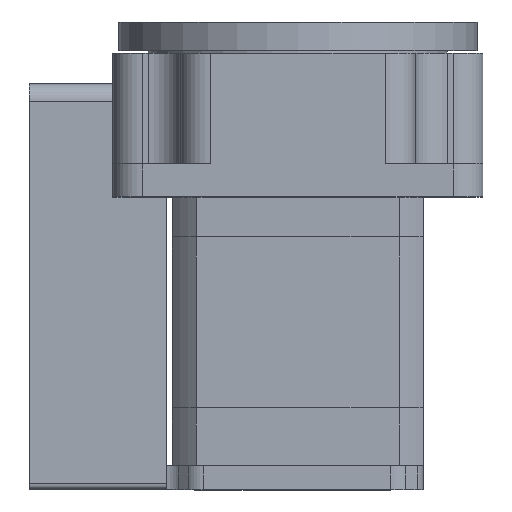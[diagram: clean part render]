
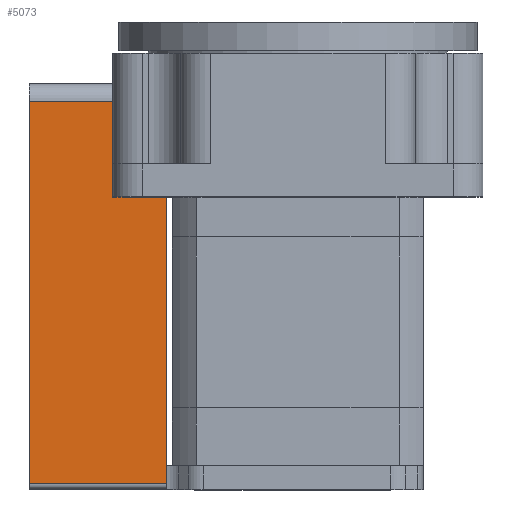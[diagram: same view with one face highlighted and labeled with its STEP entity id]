
A CAD part, top view. The second image highlights one B-rep face of the part: STEP entity #5073.
In plain terms, the highlighted face is planar.
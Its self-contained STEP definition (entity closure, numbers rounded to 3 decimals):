
#76 = ORIENTED_EDGE ( 'NONE', *, *, #4054, .T. ) ;
#771 = VECTOR ( 'NONE', #5983, 1000. ) ;
#780 = CARTESIAN_POINT ( 'NONE',  ( 45., 18.77, 79.277 ) ) ;
#1367 = PLANE ( 'NONE',  #3256 ) ;
#1535 = CARTESIAN_POINT ( 'NONE',  ( 22., 18.77, 14. ) ) ;
#2064 = VERTEX_POINT ( 'NONE', #6966 ) ;
#2185 = CARTESIAN_POINT ( 'NONE',  ( 22., 18.77, 79.277 ) ) ;
#2369 = EDGE_CURVE ( 'NONE', #5119, #10278, #6498, .T. ) ;
#2615 = VECTOR ( 'NONE', #10115, 1000. ) ;
#2695 = CARTESIAN_POINT ( 'NONE',  ( 22., 18.77, 79.277 ) ) ;
#2928 = DIRECTION ( 'NONE',  ( 0., 0., -1. ) ) ;
#3001 = EDGE_CURVE ( 'NONE', #2064, #5045, #7481, .T. ) ;
#3256 = AXIS2_PLACEMENT_3D ( 'NONE', #2185, #9234, #4853 ) ;
#3637 = ORIENTED_EDGE ( 'NONE', *, *, #3001, .T. ) ;
#4054 = EDGE_CURVE ( 'NONE', #10278, #2064, #6190, .T. ) ;
#4085 = CARTESIAN_POINT ( 'NONE',  ( 22., 18.77, -50. ) ) ;
#4425 = LINE ( 'NONE', #2695, #4594 ) ;
#4594 = VECTOR ( 'NONE', #2928, 1000. ) ;
#4853 = DIRECTION ( 'NONE',  ( -1., 0., 0. ) ) ;
#4915 = EDGE_LOOP ( 'NONE', ( #10044, #7411, #76, #3637 ) ) ;
#5045 = VERTEX_POINT ( 'NONE', #4085 ) ;
#5073 = ADVANCED_FACE ( 'NONE', ( #8263 ), #1367, .T. ) ;
#5119 = VERTEX_POINT ( 'NONE', #1535 ) ;
#5753 = CARTESIAN_POINT ( 'NONE',  ( 22., 18.77, -50. ) ) ;
#5983 = DIRECTION ( 'NONE',  ( -1., 0., 0. ) ) ;
#6180 = VECTOR ( 'NONE', #6872, 1000. ) ;
#6190 = LINE ( 'NONE', #780, #6180 ) ;
#6498 = LINE ( 'NONE', #10002, #2615 ) ;
#6828 = CARTESIAN_POINT ( 'NONE',  ( 45., 18.77, 14. ) ) ;
#6842 = EDGE_CURVE ( 'NONE', #5119, #5045, #4425, .T. ) ;
#6872 = DIRECTION ( 'NONE',  ( 0., 0., -1. ) ) ;
#6966 = CARTESIAN_POINT ( 'NONE',  ( 45., 18.77, -50. ) ) ;
#7411 = ORIENTED_EDGE ( 'NONE', *, *, #2369, .T. ) ;
#7481 = LINE ( 'NONE', #5753, #771 ) ;
#8263 = FACE_OUTER_BOUND ( 'NONE', #4915, .T. ) ;
#9234 = DIRECTION ( 'NONE',  ( 0., 1., 0. ) ) ;
#10002 = CARTESIAN_POINT ( 'NONE',  ( 22., 18.77, 14. ) ) ;
#10044 = ORIENTED_EDGE ( 'NONE', *, *, #6842, .F. ) ;
#10115 = DIRECTION ( 'NONE',  ( 1., 0., 0. ) ) ;
#10278 = VERTEX_POINT ( 'NONE', #6828 ) ;
